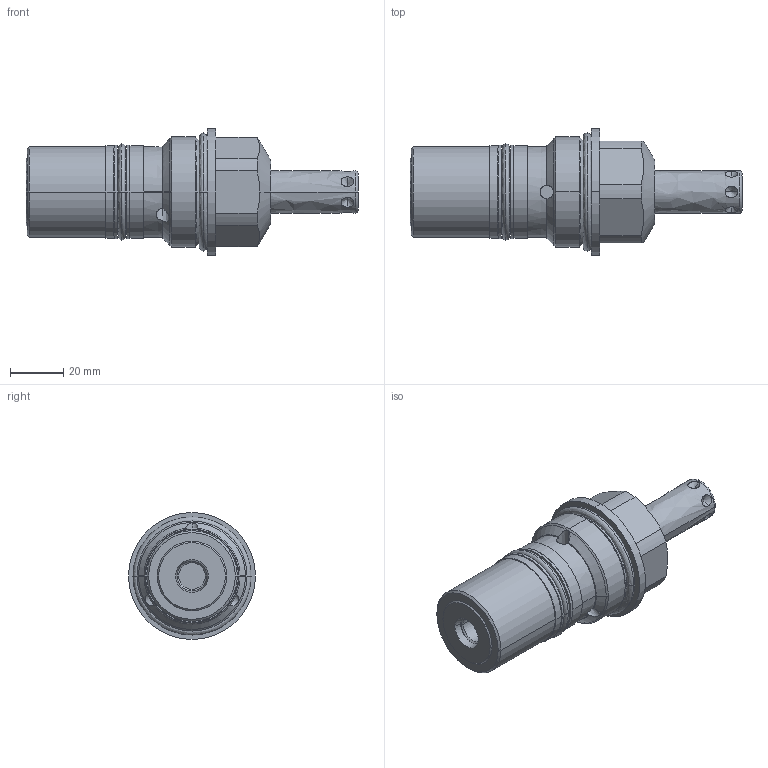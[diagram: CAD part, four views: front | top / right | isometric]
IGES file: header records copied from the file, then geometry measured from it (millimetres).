
Start section:  PTC IGES file: ilc14120901s.igs
Global section: file name: ilc14120901s.igs; native system: Creo Parametric by Parametric Technology Corporation; preprocessor: 2013320; author: jdw; organization: Unknown; date: 20180124.140601; units: inch
Bounding box: 124.51 x 47.62 x 47.62 mm (x, y, z)
Surface area: 22037.3 mm2 (no closed solid volume)
Topology: 0 solids, 0 shells, 115 faces, 530 edges, 516 vertices
Faces by surface type: revolution 86, bspline 29
